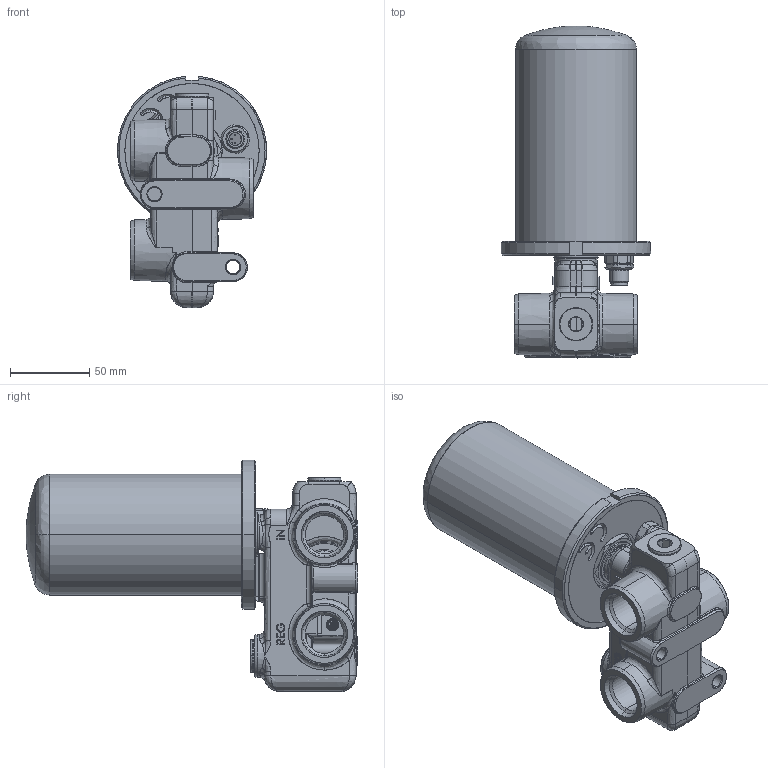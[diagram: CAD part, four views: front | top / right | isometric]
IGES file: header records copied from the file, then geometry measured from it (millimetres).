
Start section: SolidWorks IGES file using analytic representation for surfaces
Global section: file name: ECA'TSK6637-UP.IGS; native system: SolidWorks 2017; preprocessor: SolidWorks 2017; author: cjv; date: 200227.102208; units: millimetre
Bounding box: 94 x 208.95 x 145.73 mm (x, y, z)
Surface area: 91313 mm2 (no closed solid volume)
Topology: 0 solids, 0 shells, 715 faces, 8915 edges, 8889 vertices
Faces by surface type: bspline 479, revolution 236
